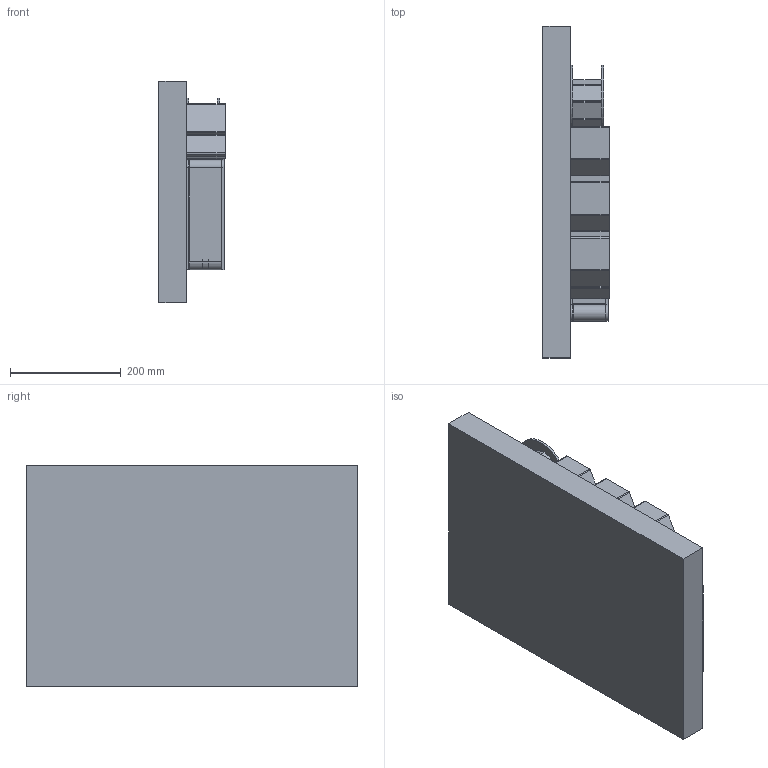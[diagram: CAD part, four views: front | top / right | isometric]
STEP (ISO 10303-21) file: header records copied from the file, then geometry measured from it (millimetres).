
FILE_DESCRIPTION(/* description */ (''),/* implementation_level */ '2;1');
FILE_NAME(/* name */ 'Сборка всего.stp',/* time_stamp */ '2023-02-18T23:40:19+03:00',/* author */ ('Глеб'),/* organization */ (''),/* preprocessor_version */ 'ST-DEVELOPER v18.1',/* originating_system */ 'Autodesk Inventor 2022',/* authorisation */ '');
FILE_SCHEMA (('AUTOMOTIVE_DESIGN { 1 0 10303 214 3 1 1 }'));
Length unit declared in the file: millimetre
Products named in the file (20): Сборка всего; Общий концепт 
в 3д; Барабан сборка; Кусочек барабана; Кусочек барабана 
на 3 см; Кусочек барабана_
1; Стенка барабана; Кусочек барабана_
2; Конвейр сборка; Стенка конвейера; Вал конвейера; Вал конвейера 
2; Подставка для двигателя 
и драйвера; Стенкка для 
ковнейера; Лента конвейера; Лепестки со 
шпильками сборка; Лепесток БСП; Стенка БСП; Стенка БСП_1; Шпилька для 
Лепестков
Assembly tree (37 placements, depth 3):
  Сборка всего
    Общий концепт 
в 3д
    Барабан сборка
      Стенка барабана  x2
      Кусочек барабана 
на 3 см  x6
      Кусочек барабана
      Кусочек барабана_
2  x3
      Кусочек барабана_
1
    Лепестки со 
шпильками сборка  x5
      Шпилька для 
Лепестков
      Лепесток БСП
    Конвейр сборка
      Стенка конвейера  x2
      Вал конвейера
      Вал конвейера 
2
      Подставка для двигателя 
и драйвера  x2
      Стенкка для 
ковнейера
      Лента конвейера
    Стенка БСП  x2
      Стенка БСП_1
      Шпилька для 
Лепестков
Bounding box: 120 x 600 x 400 mm (x, y, z)
Volume: 12819165.5 mm3; surface area: 911239.6 mm2
Topology: 43 solids, 43 shells, 542 faces, 1334 edges, 884 vertices
Faces by surface type: plane 404, cylinder 84, bspline 28, cone 14, torus 12
Full cylindrical faces by diameter (mm): 3 x34, 25 x1, 28 x3, 120 x2
Entity records: 7190 total; most frequent: CARTESIAN_POINT 1174, DIRECTION 1130, ORIENTED_EDGE 1028, EDGE_CURVE 514, LINE 426, VECTOR 426, AXIS2_PLACEMENT_3D 352, VERTEX_POINT 342
